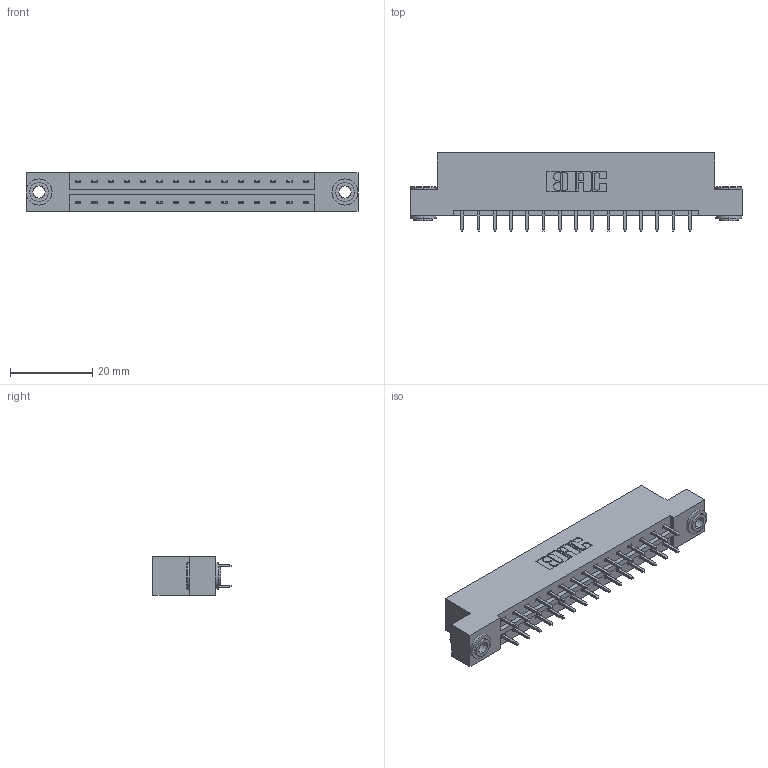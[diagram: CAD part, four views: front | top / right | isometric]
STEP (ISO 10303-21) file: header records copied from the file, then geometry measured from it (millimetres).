
FILE_DESCRIPTION (( 'STEP AP203' ), '1' );
FILE_NAME ('333-030-521-203.STEP', '2018-08-02T17:19:12', ( '' ), ( '' ), 'SwSTEP 2.0', 'SolidWorks 2016', '' );
FILE_SCHEMA (( 'CONFIG_CONTROL_DESIGN' ));
Length unit declared in the file: inch
Products named in the file (4): 333 Part_Flush - .156 Dia - TH; 345-292-001_345-293-121; 345-250-002_345-250-002-102; 333-030-521-203
Assembly tree (33 placements, depth 2):
  333-030-521-203
    333 Part_Flush - .156 Dia - TH
    345-292-001_345-293-121  x30
    345-250-002_345-250-002-102  x2
Bounding box: 80.98 x 19.06 x 9.4 mm (x, y, z)
Volume: 8021.8 mm3; surface area: 9328.2 mm2
Topology: 33 solids, 33 shells, 1712 faces, 5037 edges, 3314 vertices
Faces by surface type: plane 1160, cylinder 544, cone 8
Entity records: 13810 total; most frequent: CARTESIAN_POINT 2297, ORIENTED_EDGE 2226, DIRECTION 2043, EDGE_CURVE 1113, VECTOR 961, LINE 961, VERTEX_POINT 738, AXIS2_PLACEMENT_3D 541
